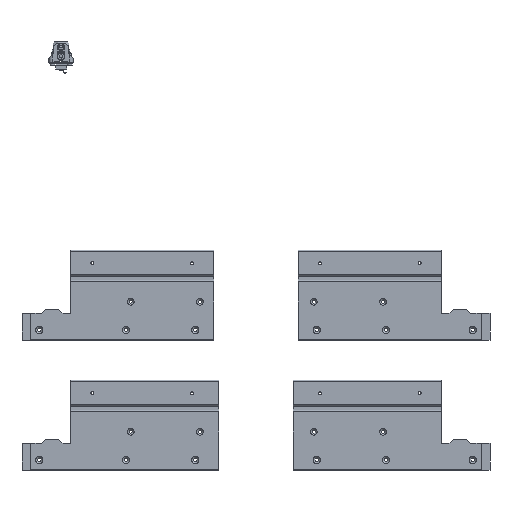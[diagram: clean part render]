
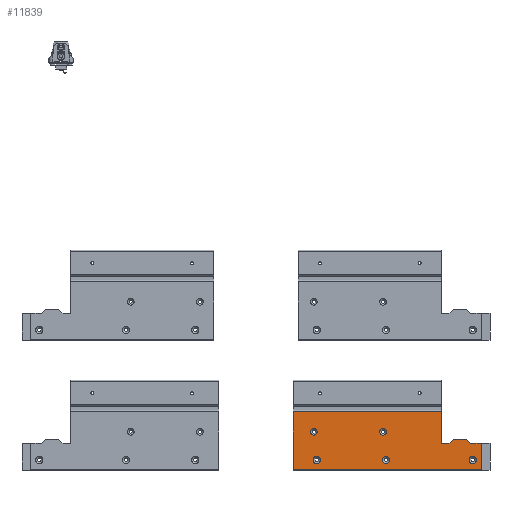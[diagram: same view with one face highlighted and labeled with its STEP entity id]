
A CAD part, top view. The second image highlights one B-rep face of the part: STEP entity #11839.
In plain terms, the highlighted planar face has unit normal (0, 0, 1).
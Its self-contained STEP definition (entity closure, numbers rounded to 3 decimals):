
#659=FACE_BOUND('',#2377,.T.);
#660=FACE_BOUND('',#2378,.T.);
#661=FACE_BOUND('',#2379,.T.);
#662=FACE_BOUND('',#2380,.T.);
#663=FACE_BOUND('',#2381,.T.);
#987=CIRCLE('',#12999,4.2);
#988=CIRCLE('',#13000,4.);
#989=CIRCLE('',#13001,4.);
#990=CIRCLE('',#13002,4.2);
#991=CIRCLE('',#13003,4.2);
#1616=FACE_OUTER_BOUND('',#2376,.T.);
#2376=EDGE_LOOP('',(#10371,#10372,#10373,#10374,#10375,#10376,#10377,#10378,
#10379,#10380));
#2377=EDGE_LOOP('',(#10381));
#2378=EDGE_LOOP('',(#10382));
#2379=EDGE_LOOP('',(#10383));
#2380=EDGE_LOOP('',(#10384));
#2381=EDGE_LOOP('',(#10385));
#3529=LINE('',#19937,#4740);
#3536=LINE('',#19951,#4747);
#3537=LINE('',#19954,#4748);
#3540=LINE('',#19959,#4751);
#3552=LINE('',#19993,#4763);
#3553=LINE('',#19995,#4764);
#3554=LINE('',#19997,#4765);
#3555=LINE('',#19999,#4766);
#3556=LINE('',#20001,#4767);
#3557=LINE('',#20002,#4768);
#4740=VECTOR('',#15978,10.);
#4747=VECTOR('',#15987,10.);
#4748=VECTOR('',#15990,10.);
#4751=VECTOR('',#15995,10.);
#4763=VECTOR('',#16023,10.);
#4764=VECTOR('',#16024,10.);
#4765=VECTOR('',#16025,10.);
#4766=VECTOR('',#16026,10.);
#4767=VECTOR('',#16027,10.);
#4768=VECTOR('',#16028,10.);
#5788=VERTEX_POINT('',#19934);
#5789=VERTEX_POINT('',#19936);
#5793=VERTEX_POINT('',#19945);
#5795=VERTEX_POINT('',#19949);
#5796=VERTEX_POINT('',#19953);
#5811=VERTEX_POINT('',#19992);
#5812=VERTEX_POINT('',#19994);
#5813=VERTEX_POINT('',#19996);
#5814=VERTEX_POINT('',#19998);
#5815=VERTEX_POINT('',#20000);
#5816=VERTEX_POINT('',#20003);
#5817=VERTEX_POINT('',#20005);
#5818=VERTEX_POINT('',#20007);
#5819=VERTEX_POINT('',#20009);
#5820=VERTEX_POINT('',#20011);
#7326=EDGE_CURVE('',#5788,#5789,#3529,.T.);
#7333=EDGE_CURVE('',#5795,#5793,#3536,.T.);
#7334=EDGE_CURVE('',#5796,#5793,#3537,.T.);
#7337=EDGE_CURVE('',#5795,#5789,#3540,.T.);
#7354=EDGE_CURVE('',#5811,#5788,#3552,.T.);
#7355=EDGE_CURVE('',#5811,#5812,#3553,.T.);
#7356=EDGE_CURVE('',#5812,#5813,#3554,.T.);
#7357=EDGE_CURVE('',#5813,#5814,#3555,.T.);
#7358=EDGE_CURVE('',#5814,#5815,#3556,.T.);
#7359=EDGE_CURVE('',#5815,#5796,#3557,.T.);
#7360=EDGE_CURVE('',#5816,#5816,#987,.T.);
#7361=EDGE_CURVE('',#5817,#5817,#988,.T.);
#7362=EDGE_CURVE('',#5818,#5818,#989,.T.);
#7363=EDGE_CURVE('',#5819,#5819,#990,.T.);
#7364=EDGE_CURVE('',#5820,#5820,#991,.T.);
#10371=ORIENTED_EDGE('',*,*,#7334,.T.);
#10372=ORIENTED_EDGE('',*,*,#7333,.F.);
#10373=ORIENTED_EDGE('',*,*,#7337,.T.);
#10374=ORIENTED_EDGE('',*,*,#7326,.F.);
#10375=ORIENTED_EDGE('',*,*,#7354,.F.);
#10376=ORIENTED_EDGE('',*,*,#7355,.T.);
#10377=ORIENTED_EDGE('',*,*,#7356,.T.);
#10378=ORIENTED_EDGE('',*,*,#7357,.T.);
#10379=ORIENTED_EDGE('',*,*,#7358,.T.);
#10380=ORIENTED_EDGE('',*,*,#7359,.T.);
#10381=ORIENTED_EDGE('',*,*,#7360,.T.);
#10382=ORIENTED_EDGE('',*,*,#7361,.F.);
#10383=ORIENTED_EDGE('',*,*,#7362,.F.);
#10384=ORIENTED_EDGE('',*,*,#7363,.T.);
#10385=ORIENTED_EDGE('',*,*,#7364,.T.);
#11210=PLANE('',#12998);
#11839=ADVANCED_FACE('',(#1616,#659,#660,#661,#662,#663),#11210,.T.);
#12998=AXIS2_PLACEMENT_3D('',#19991,#16021,#16022);
#12999=AXIS2_PLACEMENT_3D('',#20004,#16029,#16030);
#13000=AXIS2_PLACEMENT_3D('',#20006,#16031,#16032);
#13001=AXIS2_PLACEMENT_3D('',#20008,#16033,#16034);
#13002=AXIS2_PLACEMENT_3D('',#20010,#16035,#16036);
#13003=AXIS2_PLACEMENT_3D('',#20012,#16037,#16038);
#15978=DIRECTION('',(0.,1.,0.));
#15987=DIRECTION('',(0.,-1.,0.));
#15990=DIRECTION('',(-1.,0.,0.));
#15995=DIRECTION('',(-1.,0.,0.));
#16021=DIRECTION('center_axis',(0.,0.,1.));
#16022=DIRECTION('ref_axis',(1.,0.,0.));
#16023=DIRECTION('',(-1.,0.,0.));
#16024=DIRECTION('',(0.,1.,0.));
#16025=DIRECTION('',(-1.,0.,0.));
#16026=DIRECTION('',(-0.708,0.706,0.));
#16027=DIRECTION('',(-1.,0.,0.));
#16028=DIRECTION('',(-0.706,-0.708,0.));
#16029=DIRECTION('center_axis',(0.,0.,-1.));
#16030=DIRECTION('ref_axis',(-1.,0.,0.));
#16031=DIRECTION('center_axis',(0.,0.,1.));
#16032=DIRECTION('ref_axis',(-1.,0.,0.));
#16033=DIRECTION('center_axis',(0.,0.,1.));
#16034=DIRECTION('ref_axis',(-1.,0.,0.));
#16035=DIRECTION('center_axis',(0.,0.,-1.));
#16036=DIRECTION('ref_axis',(-1.,0.,0.));
#16037=DIRECTION('center_axis',(0.,0.,-1.));
#16038=DIRECTION('ref_axis',(-1.,0.,0.));
#19934=CARTESIAN_POINT('',(42.8,649.5,485.));
#19936=CARTESIAN_POINT('',(42.8,716.,485.));
#19937=CARTESIAN_POINT('',(42.8,706.169,485.));
#19945=CARTESIAN_POINT('',(213.895,679.456,485.));
#19949=CARTESIAN_POINT('',(213.895,716.,485.));
#19951=CARTESIAN_POINT('',(213.895,710.,485.));
#19953=CARTESIAN_POINT('',(222.666,679.456,485.));
#19954=CARTESIAN_POINT('',(157.895,679.456,485.));
#19959=CARTESIAN_POINT('',(48.8,716.,485.));
#19991=CARTESIAN_POINT('Origin',(0.,680.5,485.));
#19992=CARTESIAN_POINT('',(260.,649.5,485.));
#19993=CARTESIAN_POINT('',(48.8,649.5,485.));
#19994=CARTESIAN_POINT('',(260.,679.5,485.));
#19995=CARTESIAN_POINT('',(260.,647.446,485.));
#19996=CARTESIAN_POINT('',(247.66,679.5,485.));
#19997=CARTESIAN_POINT('',(270.,679.5,485.));
#19998=CARTESIAN_POINT('',(242.76,684.386,485.));
#19999=CARTESIAN_POINT('',(247.66,679.5,485.));
#20000=CARTESIAN_POINT('',(227.583,684.386,485.));
#20001=CARTESIAN_POINT('',(114.29,684.386,485.));
#20002=CARTESIAN_POINT('',(228.58,685.386,485.));
#20003=CARTESIAN_POINT('',(74.2,660.5,485.));
#20004=CARTESIAN_POINT('Origin',(70.,660.5,485.));
#20005=CARTESIAN_POINT('',(70.621,692.978,485.));
#20006=CARTESIAN_POINT('Origin',(66.621,692.978,485.));
#20007=CARTESIAN_POINT('',(150.621,692.978,485.));
#20008=CARTESIAN_POINT('Origin',(146.621,692.978,485.));
#20009=CARTESIAN_POINT('',(154.2,660.5,485.));
#20010=CARTESIAN_POINT('Origin',(150.,660.5,485.));
#20011=CARTESIAN_POINT('',(254.2,660.5,485.));
#20012=CARTESIAN_POINT('Origin',(250.,660.5,485.));
